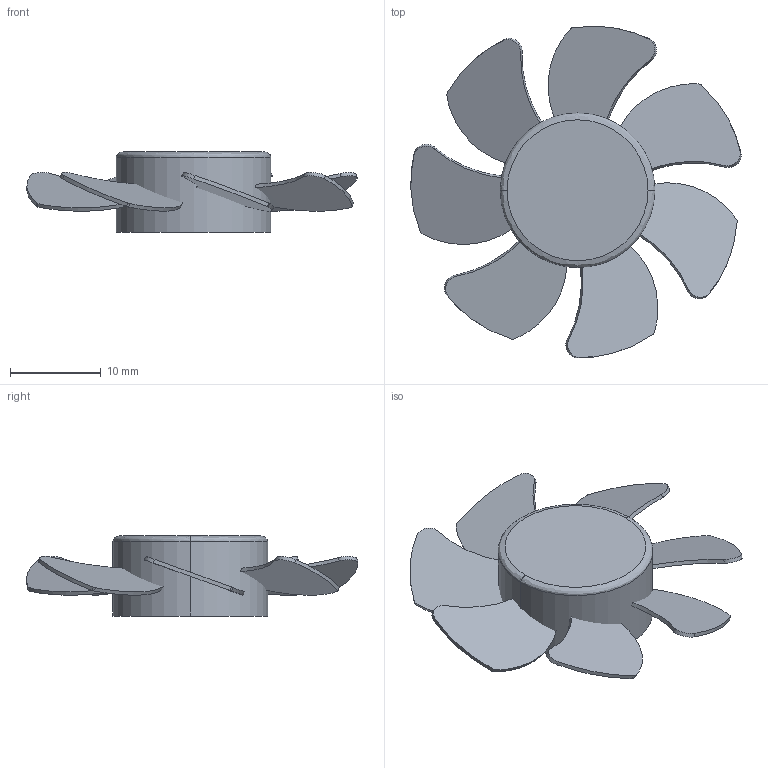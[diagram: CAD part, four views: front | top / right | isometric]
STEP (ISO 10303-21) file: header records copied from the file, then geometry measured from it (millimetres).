
FILE_DESCRIPTION (( 'STEP AP203' ), '1' );
FILE_NAME ('Noctua nf-a8-pwm fan 40x40x10 v2.step_Default_sldprt.STEP', '2020-11-13T20:12:47', ( '' ), ( '' ), 'SwSTEP 2.0', 'SolidWorks 2019', '' );
FILE_SCHEMA (( 'CONFIG_CONTROL_DESIGN' ));
Length unit declared in the file: inch
Products named in the file (1): Noctua nf-a8-pwm fan 40x40x10 v2.step_Default_sldprt
Bounding box: 36.31 x 36.48 x 8.8 mm (x, y, z)
Volume: 2325.3 mm3; surface area: 2658.4 mm2
Topology: 8 solids, 8 shells, 97 faces, 227 edges, 146 vertices
Faces by surface type: bspline 79, plane 16, cylinder 2
Entity records: 5788 total; most frequent: CARTESIAN_POINT 4195, ORIENTED_EDGE 454, EDGE_CURVE 227, VERTEX_POINT 146, DIRECTION 115, EDGE_LOOP 97, FACE_OUTER_BOUND 97, ADVANCED_FACE 97
